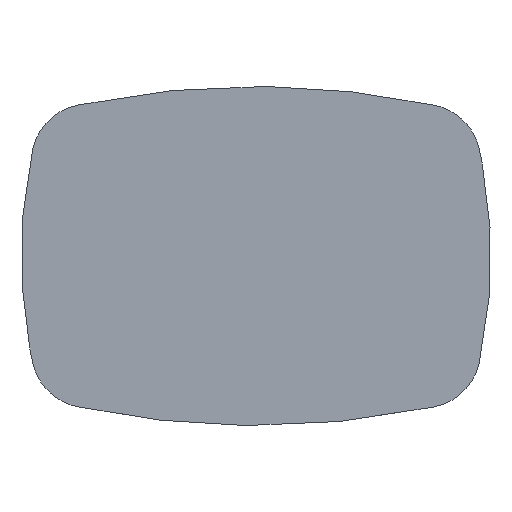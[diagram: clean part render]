
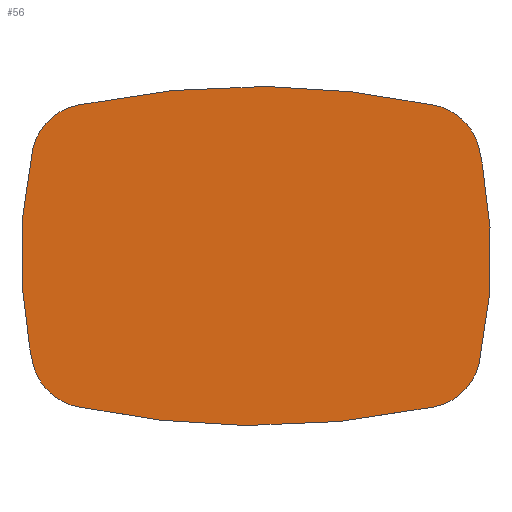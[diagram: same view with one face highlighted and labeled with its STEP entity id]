
A CAD part, top view. The second image highlights one B-rep face of the part: STEP entity #56.
In plain terms, the highlighted planar face has unit normal (0, 0, 1).
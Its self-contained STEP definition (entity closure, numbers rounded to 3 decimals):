
#56=ADVANCED_FACE($,(#98),#577,.T.);
#98=FACE_OUTER_BOUND($,#140,.T.);
#140=EDGE_LOOP($,(#352,#353));
#352=ORIENTED_EDGE($,*,*,#462,.T.);
#353=ORIENTED_EDGE($,*,*,#465,.T.);
#462=EDGE_CURVE($,#535,#537,#681,.T.);
#465=EDGE_CURVE($,#537,#535,#683,.T.);
#535=VERTEX_POINT($,#1683);
#537=VERTEX_POINT($,#1685);
#577=PLANE($,#775);
#681=(
BOUNDED_CURVE()
B_SPLINE_CURVE(2,(#1615,#1616,#1617,#1618,#1619,#1620,#1621,#1622,#1623),
.UNSPECIFIED.,.F.,.F.)
B_SPLINE_CURVE_WITH_KNOTS((3,2,2,2,3),(-2174.411,-1482.214,
-1356.252,-944.12,-818.159),.UNSPECIFIED.)
CURVE()
GEOMETRIC_REPRESENTATION_ITEM()
RATIONAL_B_SPLINE_CURVE((1.,0.978,1.,0.841,1.,0.977,
1.,0.841,1.))
REPRESENTATION_ITEM($)
);
#683=(
BOUNDED_CURVE()
B_SPLINE_CURVE(2,(#1635,#1636,#1637,#1638,#1639,#1640,#1641,#1642,#1643),
.UNSPECIFIED.,.F.,.F.)
B_SPLINE_CURVE_WITH_KNOTS((3,2,2,2,3),(-818.159,-125.962,
0.,412.132,538.094),.UNSPECIFIED.)
CURVE()
GEOMETRIC_REPRESENTATION_ITEM()
RATIONAL_B_SPLINE_CURVE((1.,0.978,1.,0.841,1.,0.977,
1.,0.841,1.))
REPRESENTATION_ITEM($)
);
#775=AXIS2_PLACEMENT_3D($,#1663,#782,$);
#782=DIRECTION($,(0.,0.,1.));
#1615=CARTESIAN_POINT($,(-69.641,169.773,332.));
#1616=CARTESIAN_POINT($,(273.894,96.179,332.));
#1617=CARTESIAN_POINT($,(617.429,169.773,332.));
#1618=CARTESIAN_POINT($,(686.759,184.625,332.));
#1619=CARTESIAN_POINT($,(701.862,253.902,332.));
#1620=CARTESIAN_POINT($,(746.442,458.389,332.));
#1621=CARTESIAN_POINT($,(701.862,662.876,332.));
#1622=CARTESIAN_POINT($,(686.759,732.152,332.));
#1623=CARTESIAN_POINT($,(617.429,747.004,332.));
#1635=CARTESIAN_POINT($,(617.429,747.004,332.));
#1636=CARTESIAN_POINT($,(273.894,820.598,332.));
#1637=CARTESIAN_POINT($,(-69.641,747.004,332.));
#1638=CARTESIAN_POINT($,(-138.972,732.152,332.));
#1639=CARTESIAN_POINT($,(-154.075,662.876,332.));
#1640=CARTESIAN_POINT($,(-198.655,458.389,332.));
#1641=CARTESIAN_POINT($,(-154.075,253.902,332.));
#1642=CARTESIAN_POINT($,(-138.972,184.625,332.));
#1643=CARTESIAN_POINT($,(-69.641,169.773,332.));
#1663=CARTESIAN_POINT($,(-185.106,126.889,332.));
#1683=CARTESIAN_POINT($,(-69.641,169.773,332.));
#1685=CARTESIAN_POINT($,(617.429,747.004,332.));
